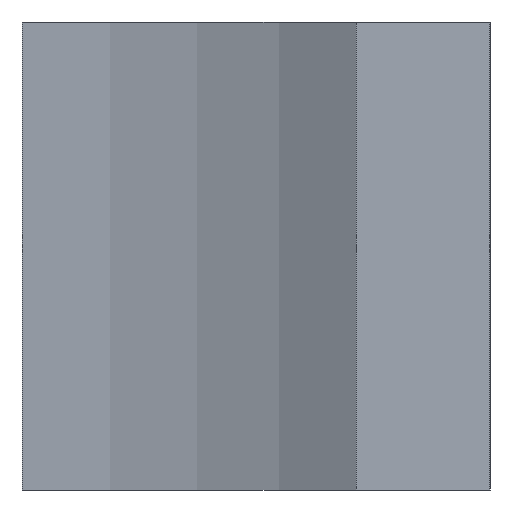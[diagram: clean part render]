
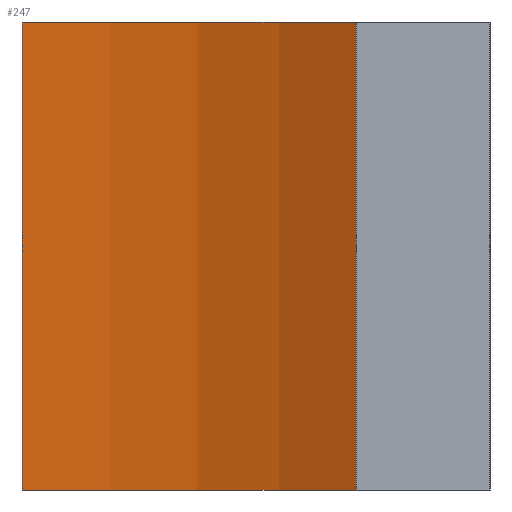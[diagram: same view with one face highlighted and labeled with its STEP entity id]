
A CAD part, left-side view. The second image highlights one B-rep face of the part: STEP entity #247.
In plain terms, the highlighted cylindrical face has radius 9.083 mm (diameter 18.167 mm), a partial arc.
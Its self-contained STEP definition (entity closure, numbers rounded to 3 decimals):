
#31=FACE_OUTER_BOUND('',#48,.T.);
#48=EDGE_LOOP('',(#177,#178,#179,#180));
#68=LINE('',#401,#90);
#69=LINE('',#404,#91);
#90=VECTOR('',#321,10.);
#91=VECTOR('',#324,10.);
#112=CIRCLE('',#288,9.083);
#113=CIRCLE('',#289,9.083);
#123=VERTEX_POINT('',#397);
#124=VERTEX_POINT('',#398);
#125=VERTEX_POINT('',#400);
#126=VERTEX_POINT('',#402);
#144=EDGE_CURVE('',#123,#124,#112,.T.);
#145=EDGE_CURVE('',#125,#124,#68,.T.);
#146=EDGE_CURVE('',#126,#125,#113,.T.);
#147=EDGE_CURVE('',#123,#126,#69,.T.);
#177=ORIENTED_EDGE('',*,*,#144,.T.);
#178=ORIENTED_EDGE('',*,*,#145,.F.);
#179=ORIENTED_EDGE('',*,*,#146,.F.);
#180=ORIENTED_EDGE('',*,*,#147,.F.);
#243=CYLINDRICAL_SURFACE('',#287,9.083);
#247=ADVANCED_FACE('',(#31),#243,.F.);
#287=AXIS2_PLACEMENT_3D('',#396,#317,#318);
#288=AXIS2_PLACEMENT_3D('',#399,#319,#320);
#289=AXIS2_PLACEMENT_3D('',#403,#322,#323);
#317=DIRECTION('center_axis',(0.,0.,1.));
#318=DIRECTION('ref_axis',(-1.,0.,0.));
#319=DIRECTION('center_axis',(0.,0.,1.));
#320=DIRECTION('ref_axis',(-1.,0.,0.));
#321=DIRECTION('',(0.,0.,1.));
#322=DIRECTION('center_axis',(0.,0.,1.));
#323=DIRECTION('ref_axis',(-1.,0.,0.));
#324=DIRECTION('',(0.,0.,-1.));
#396=CARTESIAN_POINT('Origin',(-2.583,7.,-3.5));
#397=CARTESIAN_POINT('',(5.,2.,3.5));
#398=CARTESIAN_POINT('',(6.5,7.,3.5));
#399=CARTESIAN_POINT('Origin',(-2.583,7.,3.5));
#400=CARTESIAN_POINT('',(6.5,7.,-3.5));
#401=CARTESIAN_POINT('',(6.5,7.,-3.5));
#402=CARTESIAN_POINT('',(5.,2.,-3.5));
#403=CARTESIAN_POINT('Origin',(-2.583,7.,-3.5));
#404=CARTESIAN_POINT('',(5.,2.,-3.5));
